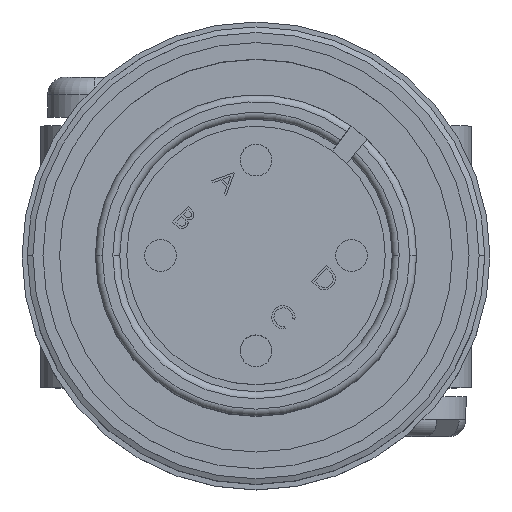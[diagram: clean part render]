
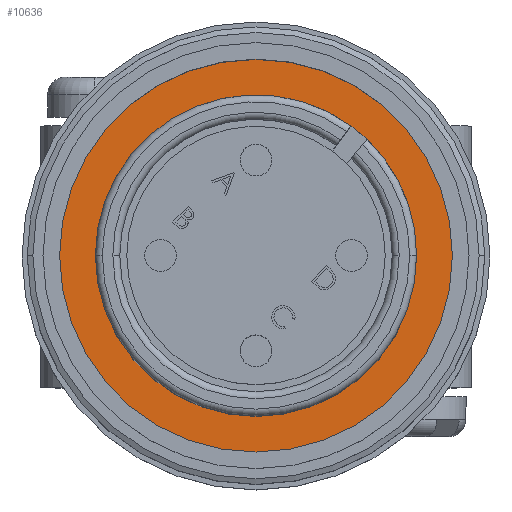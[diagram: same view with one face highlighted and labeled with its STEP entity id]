
A CAD part, top view. The second image highlights one B-rep face of the part: STEP entity #10636.
In plain terms, the highlighted planar face has unit normal (0, 0, 1).
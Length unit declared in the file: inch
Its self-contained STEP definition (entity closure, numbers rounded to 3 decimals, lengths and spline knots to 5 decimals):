
#454 = CIRCLE ( 'NONE', #1266, 0.46 ) ;
#579 = CIRCLE ( 'NONE', #7655, 0.46 ) ;
#885 = FACE_BOUND ( 'NONE', #9892, .T. ) ;
#888 = FACE_OUTER_BOUND ( 'NONE', #9583, .T. ) ;
#982 = CARTESIAN_POINT ( 'NONE',  ( -0.5625, 0., 3.84706 ) ) ;
#1042 = EDGE_CURVE ( 'NONE', #2231, #2214, #579, .T. ) ;
#1266 = AXIS2_PLACEMENT_3D ( 'NONE', #4603, #4604, #4605 ) ;
#1945 = CIRCLE ( 'NONE', #4263, 0.5625 ) ;
#2088 = CARTESIAN_POINT ( 'NONE',  ( -0.46, 0., 3.84706 ) ) ;
#2142 = VERTEX_POINT ( 'NONE', #982 ) ;
#2214 = VERTEX_POINT ( 'NONE', #6500 ) ;
#2231 = VERTEX_POINT ( 'NONE', #2088 ) ;
#2448 = VERTEX_POINT ( 'NONE', #7682 ) ;
#2507 = EDGE_CURVE ( 'NONE', #2214, #2231, #454, .T. ) ;
#2863 = PLANE ( 'NONE',  #4556 ) ;
#2864 = CARTESIAN_POINT ( 'NONE',  ( -0.5625, 0., 3.84706 ) ) ;
#2869 = DIRECTION ( 'NONE',  ( 0., 0., 1. ) ) ;
#2870 = DIRECTION ( 'NONE',  ( 1., 0., 0. ) ) ;
#4263 = AXIS2_PLACEMENT_3D ( 'NONE', #12203, #12204, #12205 ) ;
#4556 = AXIS2_PLACEMENT_3D ( 'NONE', #2864, #2869, #2870 ) ;
#4603 = CARTESIAN_POINT ( 'NONE',  ( 0., 0., 3.84706 ) ) ;
#4604 = DIRECTION ( 'NONE',  ( 0., 0., -1. ) ) ;
#4605 = DIRECTION ( 'NONE',  ( -1., 0., 0. ) ) ;
#5195 = ORIENTED_EDGE ( 'NONE', *, *, #1042, .T. ) ;
#5197 = ORIENTED_EDGE ( 'NONE', *, *, #12081, .F. ) ;
#5200 = ORIENTED_EDGE ( 'NONE', *, *, #2507, .T. ) ;
#5202 = ORIENTED_EDGE ( 'NONE', *, *, #7436, .F. ) ;
#5776 = CIRCLE ( 'NONE', #14042, 0.5625 ) ;
#6500 = CARTESIAN_POINT ( 'NONE',  ( 0.46, 0., 3.84706 ) ) ;
#7436 = EDGE_CURVE ( 'NONE', #2448, #2142, #5776, .T. ) ;
#7655 = AXIS2_PLACEMENT_3D ( 'NONE', #8088, #8136, #8132 ) ;
#7682 = CARTESIAN_POINT ( 'NONE',  ( 0.5625, 0., 3.84706 ) ) ;
#8088 = CARTESIAN_POINT ( 'NONE',  ( 0., 0., 3.84706 ) ) ;
#8132 = DIRECTION ( 'NONE',  ( -1., 0., 0. ) ) ;
#8136 = DIRECTION ( 'NONE',  ( 0., 0., -1. ) ) ;
#9583 = EDGE_LOOP ( 'NONE', ( #5197, #5202 ) ) ;
#9892 = EDGE_LOOP ( 'NONE', ( #5195, #5200 ) ) ;
#10636 = ADVANCED_FACE ( 'NONE', ( #885, #888 ), #2863, .T. ) ;
#12081 = EDGE_CURVE ( 'NONE', #2142, #2448, #1945, .T. ) ;
#12203 = CARTESIAN_POINT ( 'NONE',  ( 0., 0., 3.84706 ) ) ;
#12204 = DIRECTION ( 'NONE',  ( 0., 0., -1. ) ) ;
#12205 = DIRECTION ( 'NONE',  ( -1., 0., 0. ) ) ;
#12968 = CARTESIAN_POINT ( 'NONE',  ( 0., 0., 3.84706 ) ) ;
#12969 = DIRECTION ( 'NONE',  ( 0., 0., -1. ) ) ;
#12970 = DIRECTION ( 'NONE',  ( -1., 0., 0. ) ) ;
#14042 = AXIS2_PLACEMENT_3D ( 'NONE', #12968, #12969, #12970 ) ;
